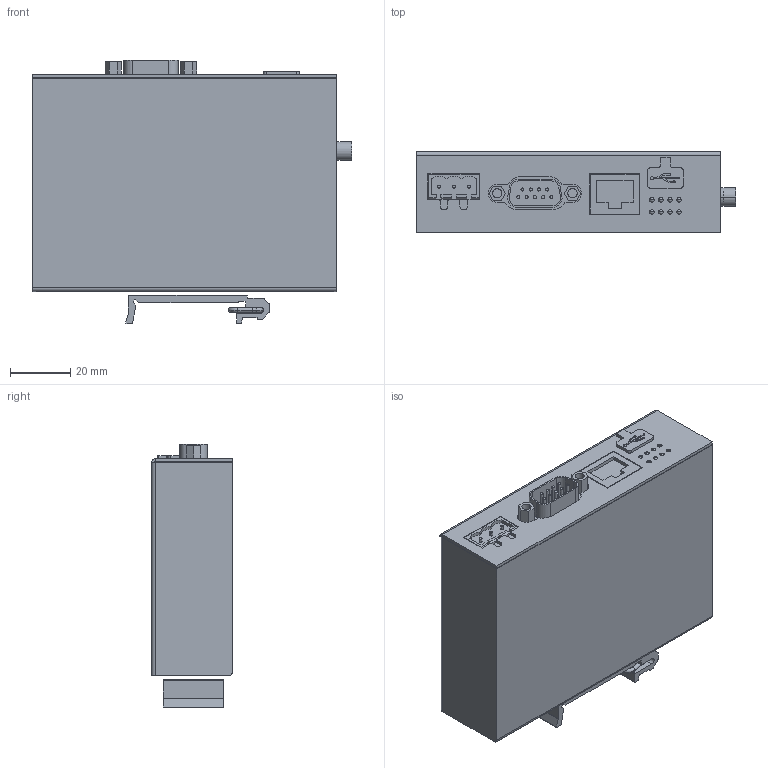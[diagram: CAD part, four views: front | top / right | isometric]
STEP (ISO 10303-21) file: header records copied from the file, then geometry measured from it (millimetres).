
FILE_DESCRIPTION((''),'2;1');
FILE_NAME('V-BOX-E2G-XF_ASM200001_ASM','2025-05-09T20:02:12',('admin'),(''),'CREO PARAMETRIC BY PTC INC, 2018050','CREO PARAMETRIC BY PTC INC, 2018050','');
FILE_SCHEMA(('CONFIG_CONTROL_DESIGN'));
Length unit declared in the file: millimetre
Products named in the file (4): NONE; V-BOX-E2G-XF_ASM_STP-1_E01-5904; V-BOX-E2G-XF_ASM_STP-1_E01-6116; V-BOX-E2G-XF_ASM200001_ASM
Assembly tree (3 placements, depth 2):
  V-BOX-E2G-XF_ASM200001_ASM
    NONE
    V-BOX-E2G-XF_ASM_STP-1_E01-5904
    V-BOX-E2G-XF_ASM_STP-1_E01-6116
Bounding box: 105.9 x 26.8 x 87.5 mm (x, y, z)
Volume: 197375.1 mm3; surface area: 32717.8 mm2
Topology: 3 solids, 6 shells, 496 faces, 1300 edges, 820 vertices
Faces by surface type: plane 257, cylinder 185, torus 21, sphere 18, cone 12, bspline 3
Entity records: 15369 total; most frequent: CARTESIAN_POINT 2794, DIRECTION 2702, ORIENTED_EDGE 2540, EDGE_CURVE 1270, AXIS2_PLACEMENT_3D 948, VERTEX_POINT 820, VECTOR 806, LINE 806
